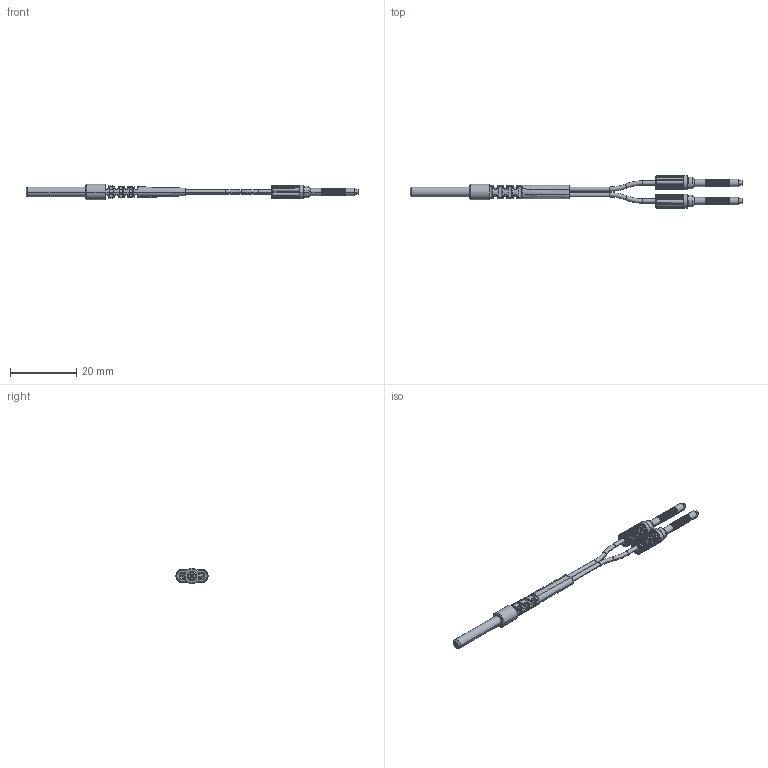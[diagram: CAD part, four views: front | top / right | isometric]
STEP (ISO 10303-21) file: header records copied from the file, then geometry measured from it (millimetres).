
FILE_DESCRIPTION((''),'2;1');
FILE_NAME('PRC3Y10Q_ASM','2020-06-05T14:59:52',('Administrator'),(''),'CREO PARAMETRIC BY PTC INC, 2018400','CREO PARAMETRIC BY PTC INC, 2018400','');
FILE_SCHEMA(('AUTOMOTIVE_DESIGN { 1 0 10303 214 1 1 1 1 }'));
Length unit declared in the file: millimetre
Products named in the file (6): 3MM-18; 13XXX_; PRM3-13__; JW22_13__; 13XIAN__ASM; PRC3Y10Q_ASM
Assembly tree (6 placements, depth 3):
  PRC3Y10Q_ASM
    3MM-18
    13XIAN__ASM
      13XXX_
      PRM3-13__
      JW22_13__  x2
Bounding box: 100.3 x 9.7 x 4.8 mm (x, y, z)
Volume: 869.1 mm3; surface area: 2509 mm2
Topology: 6 solids, 6 shells, 1093 faces, 2642 edges, 1566 vertices
Faces by surface type: cylinder 412, plane 253, bspline 208, torus 160, extrusion 46, cone 14
Entity records: 35713 total; most frequent: CARTESIAN_POINT 17275, ORIENTED_EDGE 3512, DIRECTION 3013, EDGE_CURVE 1756, AXIS2_PLACEMENT_3D 1315, VERTEX_POINT 1044, PRESENTATION_STYLE_ASSIGNMENT 837, STYLED_ITEM 837
